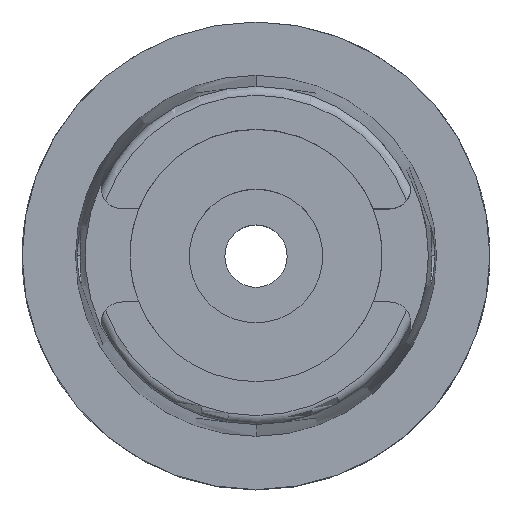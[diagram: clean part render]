
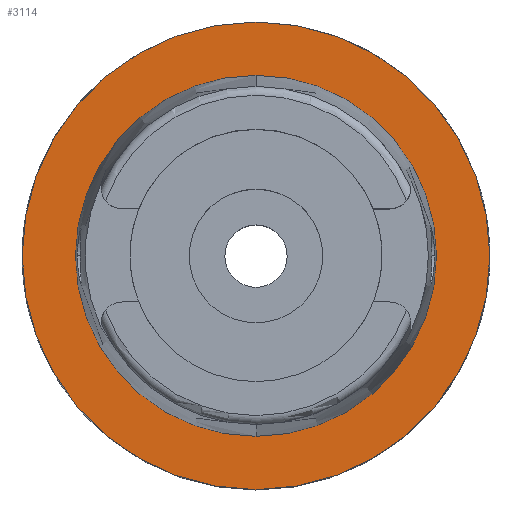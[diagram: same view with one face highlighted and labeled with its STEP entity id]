
A CAD part, top view. The second image highlights one B-rep face of the part: STEP entity #3114.
In plain terms, the highlighted planar face has unit normal (0, 0, 1).
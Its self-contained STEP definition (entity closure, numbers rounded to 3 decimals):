
#660=CARTESIAN_POINT('',(0.,0.,0.));
#661=DIRECTION('',(0.,0.,-1.));
#662=DIRECTION('',(0.,-1.,0.));
#663=AXIS2_PLACEMENT_3D('',#660,#661,#662);
#668=CARTESIAN_POINT('',(0.,0.,0.));
#669=DIRECTION('',(0.,0.,-1.));
#670=DIRECTION('',(0.,1.,0.));
#671=AXIS2_PLACEMENT_3D('',#668,#669,#670);
#676=CARTESIAN_POINT('',(0.,0.,0.));
#677=DIRECTION('',(0.,0.,1.));
#678=DIRECTION('',(0.,-1.,0.));
#679=AXIS2_PLACEMENT_3D('',#676,#677,#678);
#684=CARTESIAN_POINT('',(0.,0.,0.));
#685=DIRECTION('',(0.,0.,1.));
#686=DIRECTION('',(0.,1.,0.));
#687=AXIS2_PLACEMENT_3D('',#684,#685,#686);
#2458=CARTESIAN_POINT('',(0.,-24.315,0.));
#2459=VERTEX_POINT('',#2458);
#2460=CARTESIAN_POINT('',(0.,24.315,0.));
#2461=VERTEX_POINT('',#2460);
#2468=CARTESIAN_POINT('',(0.,-31.5,0.));
#2469=CARTESIAN_POINT('',(0.,31.5,0.));
#2470=VERTEX_POINT('',#2468);
#2471=VERTEX_POINT('',#2469);
#3099=CARTESIAN_POINT('',(0.,0.,0.));
#3100=DIRECTION('',(0.,0.,-1.));
#3101=DIRECTION('',(0.,-1.,0.));
#3102=AXIS2_PLACEMENT_3D('',#3099,#3100,#3101);
#3103=PLANE('',#3102);
#3105=ORIENTED_EDGE('',*,*,#3104,.T.);
#3107=ORIENTED_EDGE('',*,*,#3106,.T.);
#3108=EDGE_LOOP('',(#3105,#3107));
#3109=FACE_OUTER_BOUND('',#3108,.F.);
#3110=ORIENTED_EDGE('',*,*,#2972,.T.);
#3111=ORIENTED_EDGE('',*,*,#3073,.T.);
#3112=EDGE_LOOP('',(#3110,#3111));
#3113=FACE_BOUND('',#3112,.F.);
#664=CIRCLE('',#663,31.5);
#672=CIRCLE('',#671,31.5);
#680=CIRCLE('',#679,24.315);
#688=CIRCLE('',#687,24.315);
#2972=EDGE_CURVE('',#2459,#2461,#680,.T.);
#3073=EDGE_CURVE('',#2461,#2459,#688,.T.);
#3104=EDGE_CURVE('',#2470,#2471,#664,.T.);
#3106=EDGE_CURVE('',#2471,#2470,#672,.T.);
#3114=ADVANCED_FACE('',(#3109,#3113),#3103,.F.);
